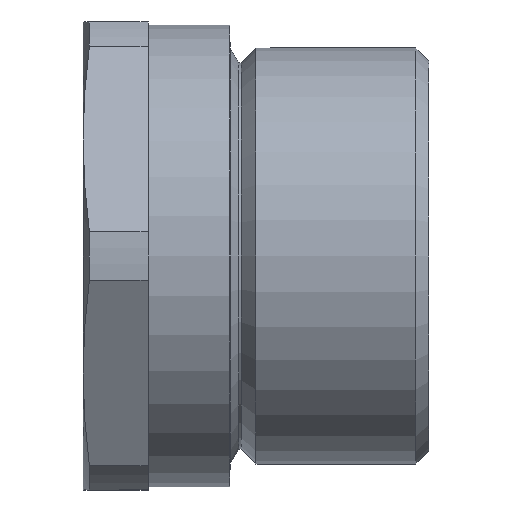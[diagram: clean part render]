
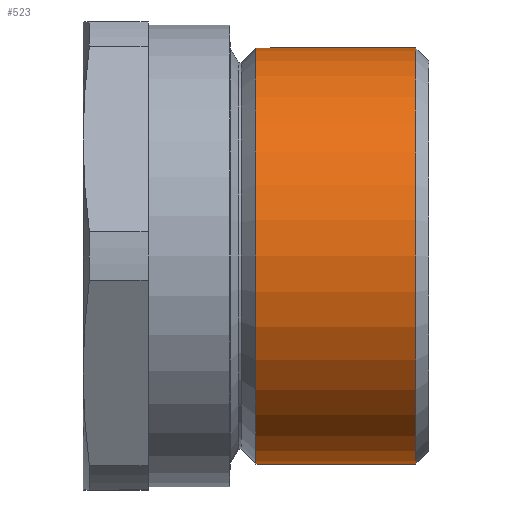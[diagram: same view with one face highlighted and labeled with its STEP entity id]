
A CAD part, front view. The second image highlights one B-rep face of the part: STEP entity #523.
In plain terms, the highlighted cylindrical face has radius 16 mm (diameter 32 mm), a partial arc.
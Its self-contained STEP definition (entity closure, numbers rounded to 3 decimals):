
#9 = EDGE_CURVE ( 'NONE', #89, #389, #582, .T. ) ;
#16 = CARTESIAN_POINT ( 'NONE',  ( 13.3, 0., 0. ) ) ;
#22 = CARTESIAN_POINT ( 'NONE',  ( 26.6, 0., -16. ) ) ;
#53 = AXIS2_PLACEMENT_3D ( 'NONE', #16, #735, #118 ) ;
#75 = EDGE_CURVE ( 'NONE', #389, #679, #786, .T. ) ;
#89 = VERTEX_POINT ( 'NONE', #856 ) ;
#105 = VERTEX_POINT ( 'NONE', #1188 ) ;
#118 = DIRECTION ( 'NONE',  ( 0., 0., 1. ) ) ;
#133 = CIRCLE ( 'NONE', #53, 16. ) ;
#179 = CYLINDRICAL_SURFACE ( 'NONE', #1105, 16. ) ;
#196 = VECTOR ( 'NONE', #1035, 1000. ) ;
#222 = CARTESIAN_POINT ( 'NONE',  ( 25.6, 0., 16. ) ) ;
#231 = LINE ( 'NONE', #305, #196 ) ;
#246 = FACE_OUTER_BOUND ( 'NONE', #1207, .T. ) ;
#247 = ORIENTED_EDGE ( 'NONE', *, *, #1146, .F. ) ;
#305 = CARTESIAN_POINT ( 'NONE',  ( 26.6, 0., 16. ) ) ;
#337 = DIRECTION ( 'NONE',  ( -1., 0., 0. ) ) ;
#389 = VERTEX_POINT ( 'NONE', #808 ) ;
#523 = ADVANCED_FACE ( 'NONE', ( #246 ), #179, .T. ) ;
#525 = ORIENTED_EDGE ( 'NONE', *, *, #75, .T. ) ;
#582 = LINE ( 'NONE', #22, #1134 ) ;
#602 = DIRECTION ( 'NONE',  ( 1., 0., 0. ) ) ;
#679 = VERTEX_POINT ( 'NONE', #222 ) ;
#696 = DIRECTION ( 'NONE',  ( 0., 0., -1. ) ) ;
#700 = CARTESIAN_POINT ( 'NONE',  ( 26.6, 0., 0. ) ) ;
#735 = DIRECTION ( 'NONE',  ( -1., 0., 0. ) ) ;
#739 = DIRECTION ( 'NONE',  ( 1., 0., 0. ) ) ;
#753 = ORIENTED_EDGE ( 'NONE', *, *, #9, .T. ) ;
#786 = CIRCLE ( 'NONE', #1299, 16. ) ;
#808 = CARTESIAN_POINT ( 'NONE',  ( 25.6, 0., -16. ) ) ;
#856 = CARTESIAN_POINT ( 'NONE',  ( 13.3, 0., -16. ) ) ;
#959 = CARTESIAN_POINT ( 'NONE',  ( 25.6, 0., 0. ) ) ;
#1035 = DIRECTION ( 'NONE',  ( 1., 0., 0. ) ) ;
#1069 = DIRECTION ( 'NONE',  ( 0., 0., -1. ) ) ;
#1079 = EDGE_CURVE ( 'NONE', #105, #679, #231, .T. ) ;
#1105 = AXIS2_PLACEMENT_3D ( 'NONE', #700, #602, #696 ) ;
#1134 = VECTOR ( 'NONE', #739, 1000. ) ;
#1146 = EDGE_CURVE ( 'NONE', #89, #105, #133, .T. ) ;
#1188 = CARTESIAN_POINT ( 'NONE',  ( 13.3, 0., 16. ) ) ;
#1207 = EDGE_LOOP ( 'NONE', ( #1305, #247, #753, #525 ) ) ;
#1299 = AXIS2_PLACEMENT_3D ( 'NONE', #959, #337, #1069 ) ;
#1305 = ORIENTED_EDGE ( 'NONE', *, *, #1079, .F. ) ;
